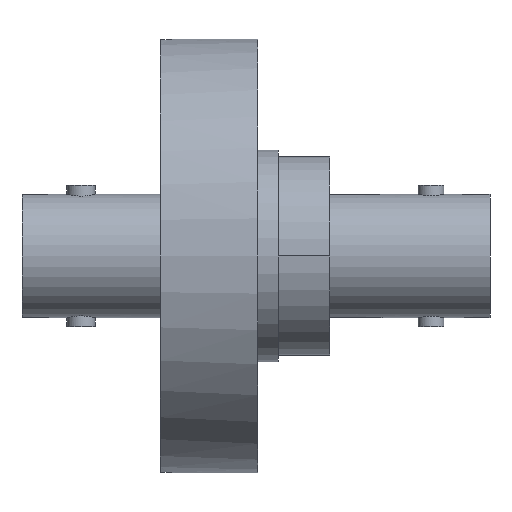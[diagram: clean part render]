
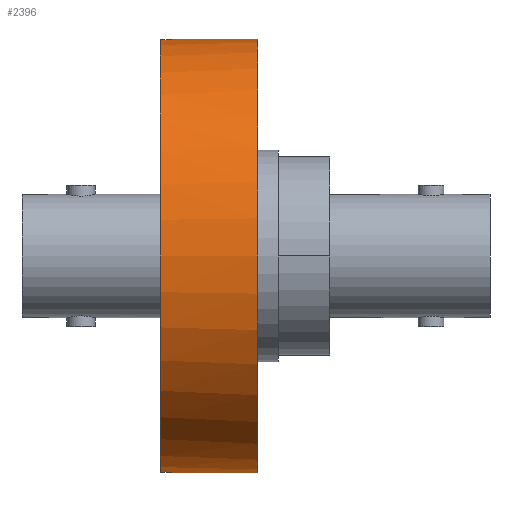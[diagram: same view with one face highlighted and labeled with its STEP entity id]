
A CAD part, left-side view. The second image highlights one B-rep face of the part: STEP entity #2396.
In plain terms, the highlighted cylindrical face has radius 16.9 mm (diameter 33.8 mm), a partial arc.
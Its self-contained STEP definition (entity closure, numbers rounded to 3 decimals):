
#98 = CARTESIAN_POINT ( 'NONE',  ( 0., -1., -16.9 ) ) ;
#136 = CARTESIAN_POINT ( 'NONE',  ( -1., -0.132, -16.87 ) ) ;
#157 = VERTEX_POINT ( 'NONE', #2390 ) ;
#187 = EDGE_CURVE ( 'NONE', #451, #2903, #2859, .T. ) ;
#195 = CARTESIAN_POINT ( 'NONE',  ( 0., -7.6, -16.9 ) ) ;
#279 = DIRECTION ( 'NONE',  ( 0., 0., 1. ) ) ;
#332 = CARTESIAN_POINT ( 'NONE',  ( -1., 0., 16.87 ) ) ;
#345 = CARTESIAN_POINT ( 'NONE',  ( 0., -1., 16.9 ) ) ;
#362 = CARTESIAN_POINT ( 'NONE',  ( 0., -1., 16.9 ) ) ;
#376 = FACE_OUTER_BOUND ( 'NONE', #2870, .T. ) ;
#391 = CARTESIAN_POINT ( 'NONE',  ( -0.873, -0.504, -16.877 ) ) ;
#421 = B_SPLINE_CURVE_WITH_KNOTS ( 'NONE', 3,
 ( #1741, #136, #1047, #391, #1062, #2632, #592, #1954, #1262, #1985 ),
 .UNSPECIFIED., .F., .F.,
 ( 4, 2, 2, 2, 4 ),
 ( 0., 0., 0.001, 0.001, 0.002 ),
 .UNSPECIFIED. ) ;
#451 = VERTEX_POINT ( 'NONE', #774 ) ;
#542 = DIRECTION ( 'NONE',  ( 0., 1., 0. ) ) ;
#546 = CIRCLE ( 'NONE', #596, 16.9 ) ;
#565 = CARTESIAN_POINT ( 'NONE',  ( -0.615, -0.8, 16.889 ) ) ;
#579 = CARTESIAN_POINT ( 'NONE',  ( 0., -7.6, 0. ) ) ;
#592 = CARTESIAN_POINT ( 'NONE',  ( -0.503, -0.874, -16.893 ) ) ;
#596 = AXIS2_PLACEMENT_3D ( 'NONE', #1178, #2290, #1210 ) ;
#616 = DIRECTION ( 'NONE',  ( 0., 1., 0. ) ) ;
#721 = CARTESIAN_POINT ( 'NONE',  ( -0.262, -0.974, 16.898 ) ) ;
#767 = EDGE_CURVE ( 'NONE', #157, #2903, #780, .T. ) ;
#774 = CARTESIAN_POINT ( 'NONE',  ( 0., -7.6, 16.9 ) ) ;
#780 = B_SPLINE_CURVE_WITH_KNOTS ( 'NONE', 3,
 ( #332, #2153, #1461, #1882, #2348, #565, #1493, #721, #2378, #345 ),
 .UNSPECIFIED., .F., .F.,
 ( 4, 2, 2, 2, 4 ),
 ( 0., 0., 0.001, 0.001, 0.002 ),
 .UNSPECIFIED. ) ;
#917 = ORIENTED_EDGE ( 'NONE', *, *, #2433, .T. ) ;
#1015 = DIRECTION ( 'NONE',  ( 0., 0., 1. ) ) ;
#1047 = CARTESIAN_POINT ( 'NONE',  ( -0.974, -0.262, -16.872 ) ) ;
#1062 = CARTESIAN_POINT ( 'NONE',  ( -0.799, -0.615, -16.881 ) ) ;
#1156 = VERTEX_POINT ( 'NONE', #2219 ) ;
#1178 = CARTESIAN_POINT ( 'NONE',  ( 0., -7.6, 0. ) ) ;
#1210 = DIRECTION ( 'NONE',  ( 0., 0., 1. ) ) ;
#1215 = ORIENTED_EDGE ( 'NONE', *, *, #767, .F. ) ;
#1262 = CARTESIAN_POINT ( 'NONE',  ( -0.131, -1., -16.9 ) ) ;
#1288 = ORIENTED_EDGE ( 'NONE', *, *, #1434, .F. ) ;
#1296 = CYLINDRICAL_SURFACE ( 'NONE', #2904, 16.9 ) ;
#1365 = CARTESIAN_POINT ( 'NONE',  ( -1., 0., -16.87 ) ) ;
#1390 = EDGE_CURVE ( 'NONE', #1156, #2063, #1774, .T. ) ;
#1429 = VECTOR ( 'NONE', #616, 1000. ) ;
#1434 = EDGE_CURVE ( 'NONE', #2555, #157, #2649, .T. ) ;
#1461 = CARTESIAN_POINT ( 'NONE',  ( -0.974, -0.262, 16.872 ) ) ;
#1493 = CARTESIAN_POINT ( 'NONE',  ( -0.503, -0.874, 16.893 ) ) ;
#1593 = ORIENTED_EDGE ( 'NONE', *, *, #2636, .T. ) ;
#1741 = CARTESIAN_POINT ( 'NONE',  ( -1., 0., -16.87 ) ) ;
#1750 = CARTESIAN_POINT ( 'NONE',  ( 0., -7.6, 16.9 ) ) ;
#1774 = LINE ( 'NONE', #195, #1429 ) ;
#1882 = CARTESIAN_POINT ( 'NONE',  ( -0.873, -0.504, 16.877 ) ) ;
#1954 = CARTESIAN_POINT ( 'NONE',  ( -0.262, -0.974, -16.898 ) ) ;
#1985 = CARTESIAN_POINT ( 'NONE',  ( 0., -1., -16.9 ) ) ;
#2063 = VERTEX_POINT ( 'NONE', #98 ) ;
#2153 = CARTESIAN_POINT ( 'NONE',  ( -1., -0.132, 16.87 ) ) ;
#2219 = CARTESIAN_POINT ( 'NONE',  ( 0., -7.6, -16.9 ) ) ;
#2290 = DIRECTION ( 'NONE',  ( 0., 1., 0. ) ) ;
#2317 = AXIS2_PLACEMENT_3D ( 'NONE', #2546, #542, #279 ) ;
#2348 = CARTESIAN_POINT ( 'NONE',  ( -0.799, -0.615, 16.881 ) ) ;
#2358 = VECTOR ( 'NONE', #2643, 1000. ) ;
#2378 = CARTESIAN_POINT ( 'NONE',  ( -0.131, -1., 16.9 ) ) ;
#2390 = CARTESIAN_POINT ( 'NONE',  ( -1., 0., 16.87 ) ) ;
#2396 = ADVANCED_FACE ( 'NONE', ( #376 ), #1296, .T. ) ;
#2433 = EDGE_CURVE ( 'NONE', #2555, #2063, #421, .T. ) ;
#2447 = ORIENTED_EDGE ( 'NONE', *, *, #1390, .F. ) ;
#2546 = CARTESIAN_POINT ( 'NONE',  ( 0., 0., 0. ) ) ;
#2555 = VERTEX_POINT ( 'NONE', #1365 ) ;
#2623 = ORIENTED_EDGE ( 'NONE', *, *, #187, .T. ) ;
#2632 = CARTESIAN_POINT ( 'NONE',  ( -0.615, -0.8, -16.889 ) ) ;
#2636 = EDGE_CURVE ( 'NONE', #1156, #451, #546, .T. ) ;
#2643 = DIRECTION ( 'NONE',  ( 0., 1., 0. ) ) ;
#2649 = CIRCLE ( 'NONE', #2317, 16.9 ) ;
#2831 = DIRECTION ( 'NONE',  ( 0., 1., 0. ) ) ;
#2859 = LINE ( 'NONE', #1750, #2358 ) ;
#2870 = EDGE_LOOP ( 'NONE', ( #2447, #1593, #2623, #1215, #1288, #917 ) ) ;
#2903 = VERTEX_POINT ( 'NONE', #362 ) ;
#2904 = AXIS2_PLACEMENT_3D ( 'NONE', #579, #2831, #1015 ) ;
